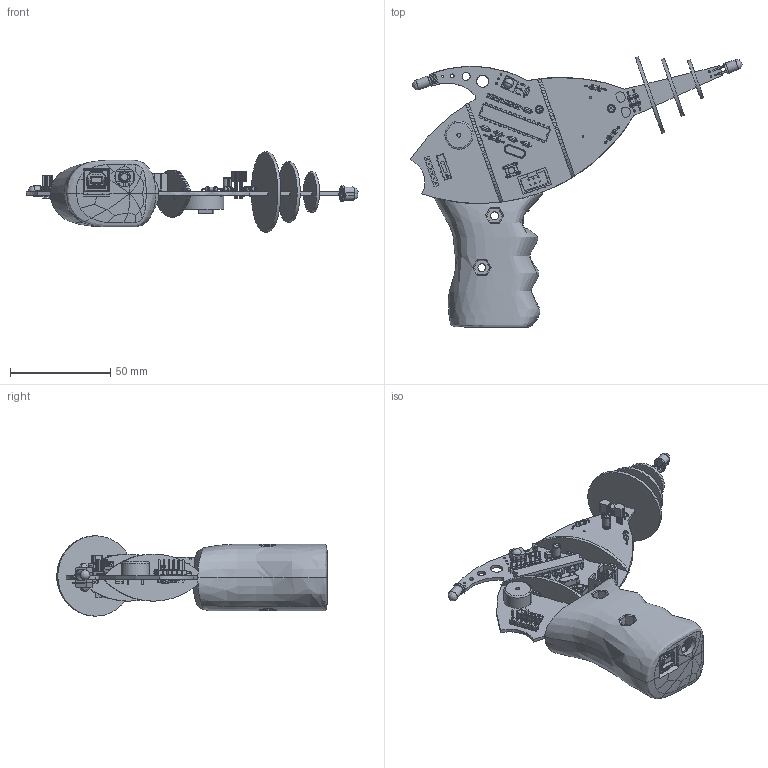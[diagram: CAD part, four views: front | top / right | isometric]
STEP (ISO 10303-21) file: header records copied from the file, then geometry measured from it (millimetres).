
FILE_DESCRIPTION(/* description */ (''),/* implementation_level */ '2;1');
FILE_NAME(/* name */ 'Fried Phazer Grip',/* time_stamp */ '2022-07-28T09:09:11+02:00',/* author */ (''),/* organization */ (''),/* preprocessor_version */ 'ST-DEVELOPER v16.5',/* originating_system */ 'Rhino 7.20',/* authorisation */ '');
FILE_SCHEMA (('CONFIG_CONTROL_DESIGN'));
Products named in the file (129): Document; Free-Models138; 723975340837; 723975348848; 933340057691; Cylinder3536; 9333402336116; Cylinder28; 9333407136103; Cylinder78; BAT1125; 10867356544123; Cylinder38; 10867352864122; Extruded18; D1144; LED_5mm_RD141; SW3dPS-LEDd5R_Open_CASCADE_STEP_translator_6.2_836.1127; SW3dPS-LEDd5R_35269921683; SW3dPS-LEDd5R_Extruded340; SW3dPS-LEDd5R_352705488120; SW3dPS-LEDd5R_Extruded17; SW3dPS-LEDd5R_35247976081; SW3dPS-LEDd5R_Cylinder39; SW3dPS-LEDd5R_35271560079; SW3dPS-LEDd5R_Extruded42324; Block 05; SW3dPS-LEDd5R_35247785676; SW3dPS-LEDd5R_Sphere66; SW3dPS-LEDd5R_35270753694; SW3dPS-LEDd5R_Extruded259; SW3dPS-LEDd5R_35269972893; SW3dPS-LEDd5R_Extruded122; D468; User_Library-IR_Receiver56; U192; User_Library-28_pin_dip-255; D2145; D386; ALSRobot-LED-RGB_5mm42 ...
Assembly tree (159 placements, depth 8):
  Document
    Free-Models138
      723975340837  x2
      723975348848  x2
      933340057691
        Cylinder3536
      9333402336116
        Cylinder28
      9333407136103
        Cylinder78
    BAT1125
      10867356544123
        Cylinder38
      10867352864122
        Extruded18
    D1144
      LED_5mm_RD141
        SW3dPS-LEDd5R_Open_CASCADE_STEP_translator_6.2_836.1127
          SW3dPS-LEDd5R_35269921683
            SW3dPS-LEDd5R_Extruded340
          SW3dPS-LEDd5R_352705488120  x2
            SW3dPS-LEDd5R_Extruded17
          SW3dPS-LEDd5R_35247976081
            SW3dPS-LEDd5R_Cylinder39
          SW3dPS-LEDd5R_35271560079
            SW3dPS-LEDd5R_Extruded42324
              Block 05
          SW3dPS-LEDd5R_35247785676
            SW3dPS-LEDd5R_Sphere66
          SW3dPS-LEDd5R_35270753694  x2
            SW3dPS-LEDd5R_Extruded259
          SW3dPS-LEDd5R_35269972893
            SW3dPS-LEDd5R_Extruded122
    D468
      User_Library-IR_Receiver56
    U192
      User_Library-28_pin_dip-255
    D2145
      LED_5mm_RD141
        SW3dPS-LEDd5R_Open_CASCADE_STEP_translator_6.2_836.1127
          SW3dPS-LEDd5R_35269921683
            SW3dPS-LEDd5R_Extruded340
          SW3dPS-LEDd5R_352705488120  x2
            SW3dPS-LEDd5R_Extruded17
          SW3dPS-LEDd5R_35247976081
            SW3dPS-LEDd5R_Cylinder39
          SW3dPS-LEDd5R_35271560079
            SW3dPS-LEDd5R_Extruded42324
              Block 05
          SW3dPS-LEDd5R_35247785676
            SW3dPS-LEDd5R_Sphere66
          SW3dPS-LEDd5R_35270753694  x2
            SW3dPS-LEDd5R_Extruded259
          SW3dPS-LEDd5R_35269972893
            SW3dPS-LEDd5R_Extruded122
    D386
      ALSRobot-LED-RGB_5mm42
    J188
      sj1-3525ng45
      sj1-3525ng21
Bounding box: 165.48 x 134.78 x 40 mm (x, y, z)
Volume: 89429.9 mm3; surface area: 58241.8 mm2
Topology: 124 solids, 130 shells, 6604 faces, 17335 edges, 10960 vertices
Faces by surface type: plane 4477, cylinder 1342, bspline 785
Full cylindrical faces by diameter (mm): 0.5 x2, 0.65 x18, 0.8 x20, 0.85 x18, 0.9 x63, 0.92 x4, 1 x7, 1.1 x4, 1.2 x7, 1.5 x1, 2 x1, 2.3 x2, 3.25 x1, 3.5 x3, 3.55 x2, 4 x7, 6 x1, 7.6 x2, 10 x1, 20 x1, 22 x1, 30 x1, 40 x1
Entity records: 165206 total; most frequent: CARTESIAN_POINT 61696, ORIENTED_EDGE 24258, EDGE_CURVE 12159, B_SPLINE_CURVE_WITH_KNOTS 9946, VERTEX_POINT 7793, EDGE_LOOP 4996, DIRECTION 4859, ADVANCED_FACE 4519
